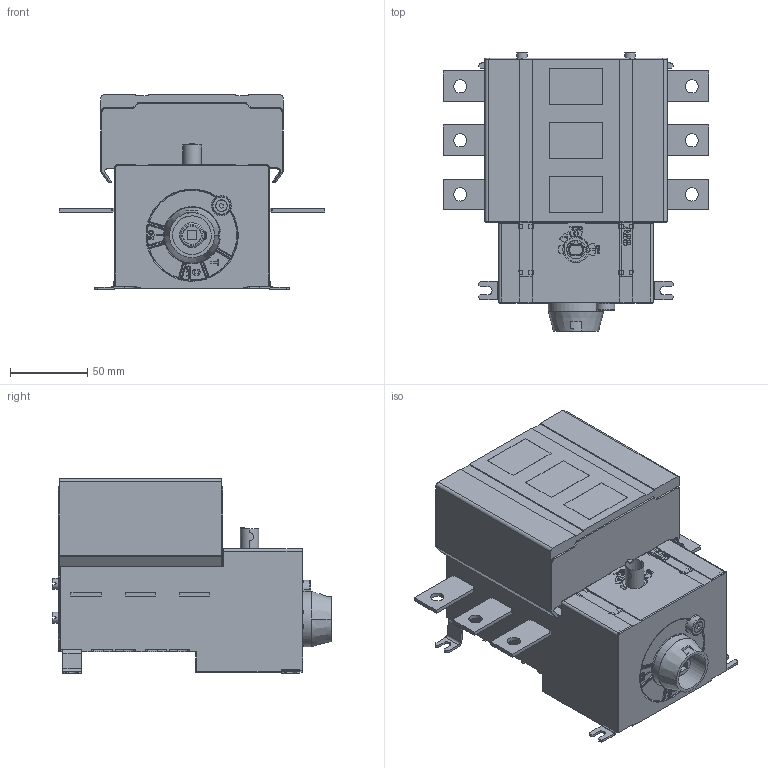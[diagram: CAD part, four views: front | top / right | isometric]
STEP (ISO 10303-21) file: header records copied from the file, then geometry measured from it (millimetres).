
FILE_DESCRIPTION((''),'2;1');
FILE_NAME('OS160GBS30_ASM','2024-08-01T14:38:36',('FIRARAN'),(''),'CREO PARAMETRIC BY PTC INC, 2022364','CREO PARAMETRIC BY PTC INC, 2022364','');
FILE_SCHEMA(('AUTOMOTIVE_DESIGN { 1 0 10303 214 1 1 1 1 }'));
Length unit declared in the file: millimetre
Products named in the file (1): OS160GBS30_ASM
Bounding box: 172 x 180.3 x 126.1 mm (x, y, z)
Surface area: 124901 mm2 (no closed solid volume)
Topology: 0 solids, 1 shells, 1258 faces, 3499 edges, 2272 vertices
Faces by surface type: plane 805, cylinder 309, torus 52, sphere 37, bspline 34, cone 12, extrusion 9
Entity records: 53616 total; most frequent: CARTESIAN_POINT 11691, ORIENTED_EDGE 6918, DIRECTION 6579, EDGE_CURVE 3461, VECTOR 2432, LINE 2423, VERTEX_POINT 2272, AXIS2_PLACEMENT_3D 2072
